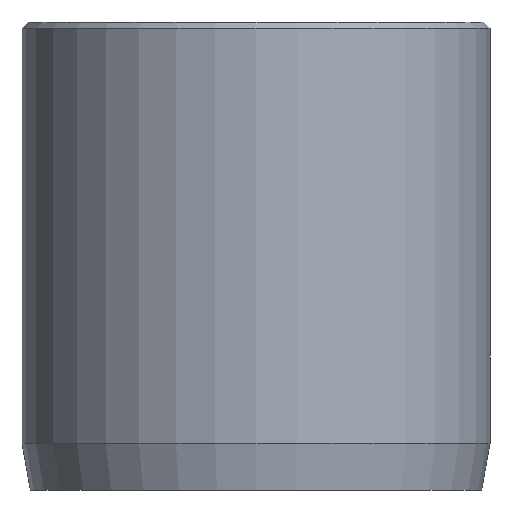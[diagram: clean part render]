
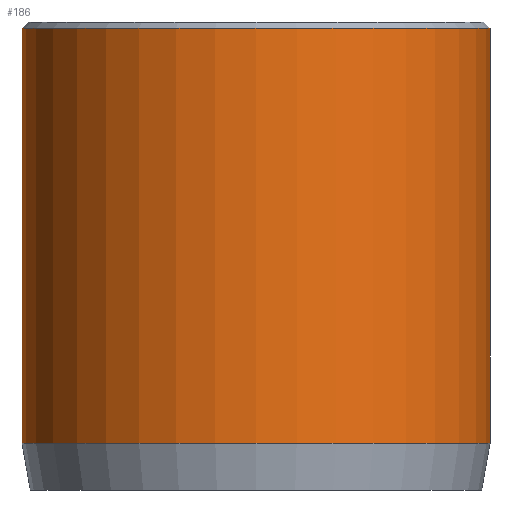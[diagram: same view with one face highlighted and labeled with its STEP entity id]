
A CAD part, front view. The second image highlights one B-rep face of the part: STEP entity #186.
In plain terms, the highlighted cylindrical face has radius 7.5 mm (diameter 15 mm), a partial arc.
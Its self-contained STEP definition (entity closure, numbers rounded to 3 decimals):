
#18 = ORIENTED_EDGE ( 'NONE', *, *, #782, .T. ) ;
#51 = CARTESIAN_POINT ( 'NONE',  ( 0., 0., 1.5 ) ) ;
#57 = CARTESIAN_POINT ( 'NONE',  ( 0., 0., 14.8 ) ) ;
#95 = CARTESIAN_POINT ( 'NONE',  ( 7.5, 0., 1.5 ) ) ;
#134 = VECTOR ( 'NONE', #459, 1000. ) ;
#143 = DIRECTION ( 'NONE',  ( 1., 0., 0. ) ) ;
#154 = DIRECTION ( 'NONE',  ( 1., 0., 0. ) ) ;
#157 = CARTESIAN_POINT ( 'NONE',  ( 7.5, 0., 15. ) ) ;
#171 = CIRCLE ( 'NONE', #409, 7.5 ) ;
#186 = ADVANCED_FACE ( 'NONE', ( #1199 ), #1182, .T. ) ;
#222 = VECTOR ( 'NONE', #1027, 1000. ) ;
#242 = AXIS2_PLACEMENT_3D ( 'NONE', #51, #737, #143 ) ;
#355 = VERTEX_POINT ( 'NONE', #95 ) ;
#400 = CARTESIAN_POINT ( 'NONE',  ( -7.5, 0., 1.5 ) ) ;
#409 = AXIS2_PLACEMENT_3D ( 'NONE', #57, #743, #154 ) ;
#416 = VERTEX_POINT ( 'NONE', #400 ) ;
#459 = DIRECTION ( 'NONE',  ( 0., 0., -1. ) ) ;
#480 = CARTESIAN_POINT ( 'NONE',  ( -7.5, 0., 14.8 ) ) ;
#517 = ORIENTED_EDGE ( 'NONE', *, *, #826, .F. ) ;
#594 = AXIS2_PLACEMENT_3D ( 'NONE', #671, #676, #1204 ) ;
#671 = CARTESIAN_POINT ( 'NONE',  ( 0., 0., 15. ) ) ;
#676 = DIRECTION ( 'NONE',  ( 0., 0., -1. ) ) ;
#678 = VERTEX_POINT ( 'NONE', #775 ) ;
#701 = LINE ( 'NONE', #157, #134 ) ;
#737 = DIRECTION ( 'NONE',  ( 0., 0., 1. ) ) ;
#743 = DIRECTION ( 'NONE',  ( 0., 0., -1. ) ) ;
#775 = CARTESIAN_POINT ( 'NONE',  ( 7.5, 0., 14.8 ) ) ;
#778 = LINE ( 'NONE', #1175, #222 ) ;
#782 = EDGE_CURVE ( 'NONE', #678, #925, #171, .T. ) ;
#826 = EDGE_CURVE ( 'NONE', #678, #355, #701, .T. ) ;
#919 = EDGE_LOOP ( 'NONE', ( #517, #18, #1152, #1014 ) ) ;
#925 = VERTEX_POINT ( 'NONE', #480 ) ;
#1001 = CIRCLE ( 'NONE', #242, 7.5 ) ;
#1014 = ORIENTED_EDGE ( 'NONE', *, *, #1031, .T. ) ;
#1023 = EDGE_CURVE ( 'NONE', #925, #416, #778, .T. ) ;
#1027 = DIRECTION ( 'NONE',  ( 0., 0., -1. ) ) ;
#1031 = EDGE_CURVE ( 'NONE', #416, #355, #1001, .T. ) ;
#1152 = ORIENTED_EDGE ( 'NONE', *, *, #1023, .T. ) ;
#1175 = CARTESIAN_POINT ( 'NONE',  ( -7.5, 0., 15. ) ) ;
#1182 = CYLINDRICAL_SURFACE ( 'NONE', #594, 7.5 ) ;
#1199 = FACE_OUTER_BOUND ( 'NONE', #919, .T. ) ;
#1204 = DIRECTION ( 'NONE',  ( -1., 0., 0. ) ) ;
